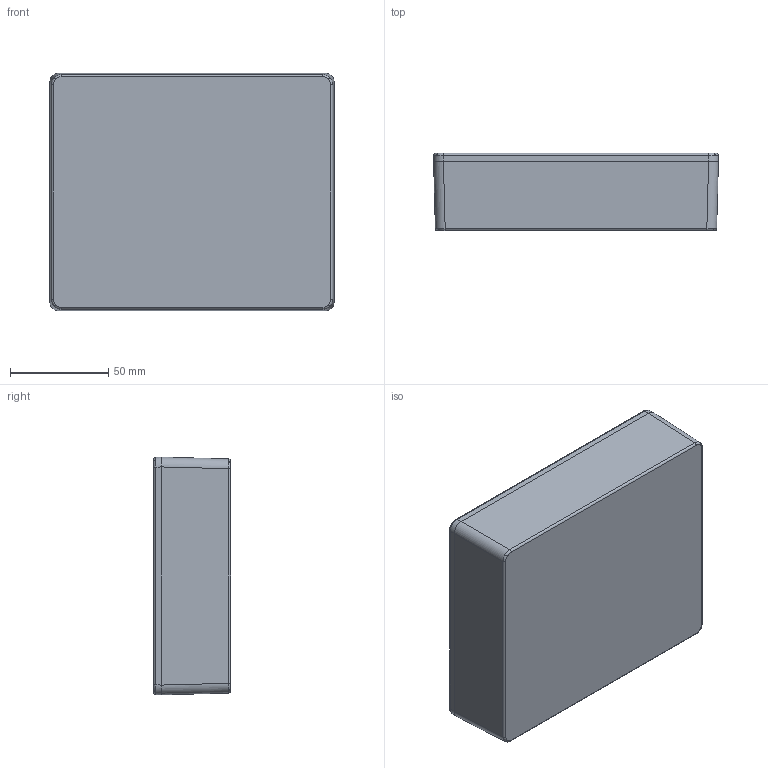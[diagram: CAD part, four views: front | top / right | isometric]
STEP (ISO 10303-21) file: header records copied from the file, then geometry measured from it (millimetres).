
FILE_DESCRIPTION(/* description */ (''),/* implementation_level */ '2;1');
FILE_NAME(/* name */ '1590XX.iam.stp',/* time_stamp */ '2014-07-28T13:51:58-04:00',/* author */ ('tcook'),/* organization */ (''),/* preprocessor_version */ 'ST-DEVELOPER v15.2',/* originating_system */ 'Autodesk Inventor 2014',/* authorisation */ '');
FILE_SCHEMA (('AUTOMOTIVE_DESIGN { 1 0 10303 214 3 1 1 }'));
Products named in the file (4): 1590XX BOX; 1590X-XX LID; #37711; 1590XX
Bounding box: 145.2 x 39.3 x 121.2 mm (x, y, z)
Volume: 123431.7 mm3; surface area: 109410.9 mm2
Topology: 6 solids, 6 shells, 787 faces, 2072 edges, 1342 vertices
Faces by surface type: plane 309, bspline 294, cylinder 88, cone 64, torus 32
Full cylindrical faces by diameter (mm): 3.378 x4, 4.1 x4
Entity records: 37660 total; most frequent: CARTESIAN_POINT 22065, ORIENTED_EDGE 3666, DIRECTION 2348, EDGE_CURVE 1833, VERTEX_POINT 1203, LINE 966, VECTOR 966, EDGE_LOOP 796
